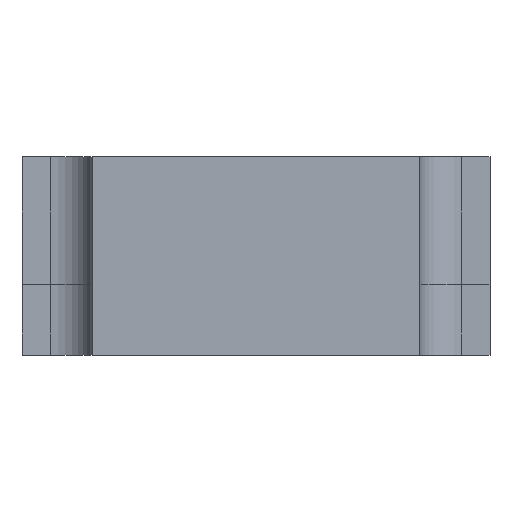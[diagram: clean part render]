
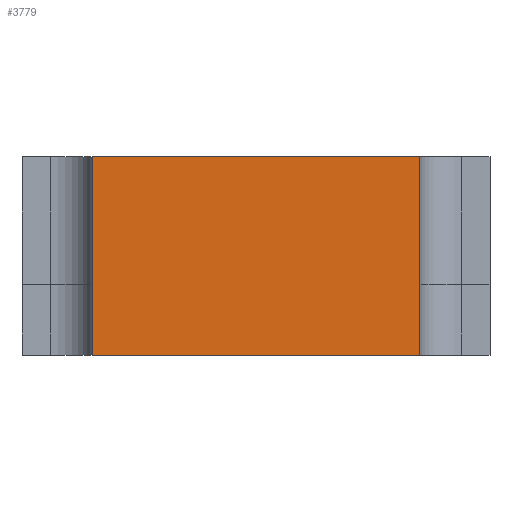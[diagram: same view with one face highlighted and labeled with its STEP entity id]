
A CAD part, front view. The second image highlights one B-rep face of the part: STEP entity #3779.
In plain terms, the highlighted planar face has unit normal (0, -1, 0).
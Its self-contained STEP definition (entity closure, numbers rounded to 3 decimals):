
#44 = PLANE('',#45);
#45 = AXIS2_PLACEMENT_3D('',#46,#47,#48);
#46 = CARTESIAN_POINT('',(0.,7.5,0.));
#47 = DIRECTION('',(-0.,-0.,-1.));
#48 = DIRECTION('',(-1.,0.,0.));
#100 = PLANE('',#101);
#101 = AXIS2_PLACEMENT_3D('',#102,#103,#104);
#102 = CARTESIAN_POINT('',(0.,7.5,14.));
#103 = DIRECTION('',(-0.,-0.,-1.));
#104 = DIRECTION('',(-1.,0.,0.));
#469 = VERTEX_POINT('',#470);
#470 = CARTESIAN_POINT('',(11.5,-21.,0.));
#484 = PLANE('',#485);
#485 = AXIS2_PLACEMENT_3D('',#486,#487,#488);
#486 = CARTESIAN_POINT('',(11.5,-4.,14.));
#487 = DIRECTION('',(-1.,0.,0.));
#488 = DIRECTION('',(0.,-1.,0.));
#496 = EDGE_CURVE('',#469,#497,#499,.T.);
#497 = VERTEX_POINT('',#498);
#498 = CARTESIAN_POINT('',(-11.5,-21.,0.));
#499 = SURFACE_CURVE('',#500,(#504,#511),.PCURVE_S1.);
#500 = LINE('',#501,#502);
#501 = CARTESIAN_POINT('',(16.5,-21.,0.));
#502 = VECTOR('',#503,1.);
#503 = DIRECTION('',(-1.,0.,0.));
#504 = PCURVE('',#44,#505);
#505 = DEFINITIONAL_REPRESENTATION('',(#506),#510);
#506 = LINE('',#507,#508);
#507 = CARTESIAN_POINT('',(-16.5,-28.5));
#508 = VECTOR('',#509,1.);
#509 = DIRECTION('',(1.,0.));
#510 = ( GEOMETRIC_REPRESENTATION_CONTEXT(2) 
PARAMETRIC_REPRESENTATION_CONTEXT() REPRESENTATION_CONTEXT('2D SPACE',''
  ) );
#511 = PCURVE('',#512,#517);
#512 = PLANE('',#513);
#513 = AXIS2_PLACEMENT_3D('',#514,#515,#516);
#514 = CARTESIAN_POINT('',(16.5,-21.,0.));
#515 = DIRECTION('',(0.,-1.,0.));
#516 = DIRECTION('',(-1.,0.,0.));
#517 = DEFINITIONAL_REPRESENTATION('',(#518),#522);
#518 = LINE('',#519,#520);
#519 = CARTESIAN_POINT('',(0.,-0.));
#520 = VECTOR('',#521,1.);
#521 = DIRECTION('',(1.,0.));
#522 = ( GEOMETRIC_REPRESENTATION_CONTEXT(2) 
PARAMETRIC_REPRESENTATION_CONTEXT() REPRESENTATION_CONTEXT('2D SPACE',''
  ) );
#540 = PLANE('',#541);
#541 = AXIS2_PLACEMENT_3D('',#542,#543,#544);
#542 = CARTESIAN_POINT('',(-11.5,-4.,14.));
#543 = DIRECTION('',(-1.,0.,0.));
#544 = DIRECTION('',(0.,-1.,0.));
#2211 = VERTEX_POINT('',#2212);
#2212 = CARTESIAN_POINT('',(11.5,-21.,14.));
#2233 = EDGE_CURVE('',#2211,#2234,#2236,.T.);
#2234 = VERTEX_POINT('',#2235);
#2235 = CARTESIAN_POINT('',(-11.5,-21.,14.));
#2236 = SURFACE_CURVE('',#2237,(#2241,#2248),.PCURVE_S1.);
#2237 = LINE('',#2238,#2239);
#2238 = CARTESIAN_POINT('',(16.5,-21.,14.));
#2239 = VECTOR('',#2240,1.);
#2240 = DIRECTION('',(-1.,0.,0.));
#2241 = PCURVE('',#100,#2242);
#2242 = DEFINITIONAL_REPRESENTATION('',(#2243),#2247);
#2243 = LINE('',#2244,#2245);
#2244 = CARTESIAN_POINT('',(-16.5,-28.5));
#2245 = VECTOR('',#2246,1.);
#2246 = DIRECTION('',(1.,0.));
#2247 = ( GEOMETRIC_REPRESENTATION_CONTEXT(2) 
PARAMETRIC_REPRESENTATION_CONTEXT() REPRESENTATION_CONTEXT('2D SPACE',''
  ) );
#2248 = PCURVE('',#512,#2249);
#2249 = DEFINITIONAL_REPRESENTATION('',(#2250),#2254);
#2250 = LINE('',#2251,#2252);
#2251 = CARTESIAN_POINT('',(0.,-14.));
#2252 = VECTOR('',#2253,1.);
#2253 = DIRECTION('',(1.,0.));
#2254 = ( GEOMETRIC_REPRESENTATION_CONTEXT(2) 
PARAMETRIC_REPRESENTATION_CONTEXT() REPRESENTATION_CONTEXT('2D SPACE',''
  ) );
#3728 = EDGE_CURVE('',#2234,#497,#3729,.T.);
#3729 = SURFACE_CURVE('',#3730,(#3734,#3741),.PCURVE_S1.);
#3730 = LINE('',#3731,#3732);
#3731 = CARTESIAN_POINT('',(-11.5,-21.,7.));
#3732 = VECTOR('',#3733,1.);
#3733 = DIRECTION('',(-0.,-0.,-1.));
#3734 = PCURVE('',#540,#3735);
#3735 = DEFINITIONAL_REPRESENTATION('',(#3736),#3740);
#3736 = LINE('',#3737,#3738);
#3737 = CARTESIAN_POINT('',(17.,-7.));
#3738 = VECTOR('',#3739,1.);
#3739 = DIRECTION('',(0.,-1.));
#3740 = ( GEOMETRIC_REPRESENTATION_CONTEXT(2) 
PARAMETRIC_REPRESENTATION_CONTEXT() REPRESENTATION_CONTEXT('2D SPACE',''
  ) );
#3741 = PCURVE('',#512,#3742);
#3742 = DEFINITIONAL_REPRESENTATION('',(#3743),#3747);
#3743 = LINE('',#3744,#3745);
#3744 = CARTESIAN_POINT('',(28.,-7.));
#3745 = VECTOR('',#3746,1.);
#3746 = DIRECTION('',(0.,1.));
#3747 = ( GEOMETRIC_REPRESENTATION_CONTEXT(2) 
PARAMETRIC_REPRESENTATION_CONTEXT() REPRESENTATION_CONTEXT('2D SPACE',''
  ) );
#3779 = ADVANCED_FACE('',(#3780),#512,.T.);
#3780 = FACE_BOUND('',#3781,.T.);
#3781 = EDGE_LOOP('',(#3782,#3783,#3804,#3805));
#3782 = ORIENTED_EDGE('',*,*,#496,.F.);
#3783 = ORIENTED_EDGE('',*,*,#3784,.F.);
#3784 = EDGE_CURVE('',#2211,#469,#3785,.T.);
#3785 = SURFACE_CURVE('',#3786,(#3790,#3797),.PCURVE_S1.);
#3786 = LINE('',#3787,#3788);
#3787 = CARTESIAN_POINT('',(11.5,-21.,7.));
#3788 = VECTOR('',#3789,1.);
#3789 = DIRECTION('',(-0.,-0.,-1.));
#3790 = PCURVE('',#512,#3791);
#3791 = DEFINITIONAL_REPRESENTATION('',(#3792),#3796);
#3792 = LINE('',#3793,#3794);
#3793 = CARTESIAN_POINT('',(5.,-7.));
#3794 = VECTOR('',#3795,1.);
#3795 = DIRECTION('',(0.,1.));
#3796 = ( GEOMETRIC_REPRESENTATION_CONTEXT(2) 
PARAMETRIC_REPRESENTATION_CONTEXT() REPRESENTATION_CONTEXT('2D SPACE',''
  ) );
#3797 = PCURVE('',#484,#3798);
#3798 = DEFINITIONAL_REPRESENTATION('',(#3799),#3803);
#3799 = LINE('',#3800,#3801);
#3800 = CARTESIAN_POINT('',(17.,-7.));
#3801 = VECTOR('',#3802,1.);
#3802 = DIRECTION('',(0.,-1.));
#3803 = ( GEOMETRIC_REPRESENTATION_CONTEXT(2) 
PARAMETRIC_REPRESENTATION_CONTEXT() REPRESENTATION_CONTEXT('2D SPACE',''
  ) );
#3804 = ORIENTED_EDGE('',*,*,#2233,.T.);
#3805 = ORIENTED_EDGE('',*,*,#3728,.T.);
